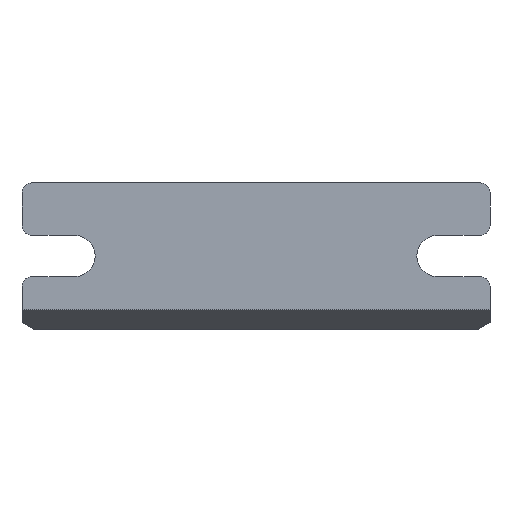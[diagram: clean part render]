
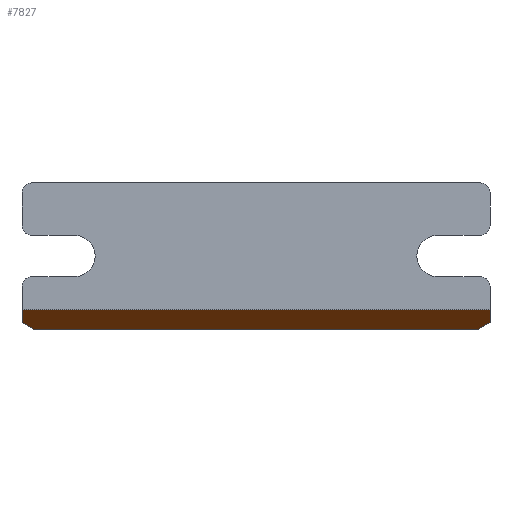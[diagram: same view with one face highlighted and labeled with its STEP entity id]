
A CAD part, front view. The second image highlights one B-rep face of the part: STEP entity #7827.
In plain terms, the highlighted planar face has unit normal (0, -0.555, -0.832).
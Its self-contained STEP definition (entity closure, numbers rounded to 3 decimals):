
#562 = EDGE_CURVE ( 'NONE', #2183, #2163, #4043, .T. ) ;
#564 = EDGE_CURVE ( 'NONE', #2164, #2168, #4050, .T. ) ;
#752 = EDGE_CURVE ( 'NONE', #2163, #2164, #5876, .T. ) ;
#759 = EDGE_CURVE ( 'NONE', #2166, #2168, #5897, .T. ) ;
#782 = EDGE_CURVE ( 'NONE', #2182, #2183, #5966, .T. ) ;
#788 = EDGE_CURVE ( 'NONE', #2182, #2166, #5984, .T. ) ;
#1608 = VECTOR ( 'NONE', #4045, 1000. ) ;
#1610 = VECTOR ( 'NONE', #4052, 1000. ) ;
#1825 = VECTOR ( 'NONE', #5878, 1000. ) ;
#1832 = VECTOR ( 'NONE', #5899, 1000. ) ;
#1857 = VECTOR ( 'NONE', #5968, 1000. ) ;
#1862 = VECTOR ( 'NONE', #5986, 1000. ) ;
#2163 = VERTEX_POINT ( 'NONE', #6661 ) ;
#2164 = VERTEX_POINT ( 'NONE', #6662 ) ;
#2166 = VERTEX_POINT ( 'NONE', #6664 ) ;
#2168 = VERTEX_POINT ( 'NONE', #6666 ) ;
#2182 = VERTEX_POINT ( 'NONE', #6680 ) ;
#2183 = VERTEX_POINT ( 'NONE', #6681 ) ;
#2524 = ORIENTED_EDGE ( 'NONE', *, *, #564, .F. ) ;
#2525 = ORIENTED_EDGE ( 'NONE', *, *, #782, .F. ) ;
#2526 = ORIENTED_EDGE ( 'NONE', *, *, #788, .T. ) ;
#2527 = ORIENTED_EDGE ( 'NONE', *, *, #759, .T. ) ;
#2528 = ORIENTED_EDGE ( 'NONE', *, *, #752, .F. ) ;
#2529 = ORIENTED_EDGE ( 'NONE', *, *, #562, .F. ) ;
#3585 = PLANE ( 'NONE',  #7018 ) ;
#3586 = CARTESIAN_POINT ( 'NONE',  ( 48., 0., -11. ) ) ;
#3587 = DIRECTION ( 'NONE',  ( 0., 0.555, 0.832 ) ) ;
#3588 = DIRECTION ( 'NONE',  ( 0., -0.832, 0.555 ) ) ;
#4043 = LINE ( 'NONE', #4044, #1608 ) ;
#4044 = CARTESIAN_POINT ( 'NONE',  ( 31.588, 17.82, -22.88 ) ) ;
#4045 = DIRECTION ( 'NONE',  ( -0.703, 0.592, -0.395 ) ) ;
#4050 = LINE ( 'NONE', #4051, #1610 ) ;
#4051 = CARTESIAN_POINT ( 'NONE',  ( -31.588, 17.82, -22.88 ) ) ;
#4052 = DIRECTION ( 'NONE',  ( -0.703, -0.592, 0.395 ) ) ;
#5419 = EDGE_LOOP ( 'NONE', ( #2525, #2526, #2527, #2524, #2528, #2529 ) ) ;
#5876 = LINE ( 'NONE', #5877, #1825 ) ;
#5877 = CARTESIAN_POINT ( 'NONE',  ( 48., 6., -15. ) ) ;
#5878 = DIRECTION ( 'NONE',  ( -1., 0., 0. ) ) ;
#5897 = LINE ( 'NONE', #5898, #1832 ) ;
#5898 = CARTESIAN_POINT ( 'NONE',  ( -48., 0., -11. ) ) ;
#5899 = DIRECTION ( 'NONE',  ( 0., 0.832, -0.555 ) ) ;
#5966 = LINE ( 'NONE', #5967, #1857 ) ;
#5967 = CARTESIAN_POINT ( 'NONE',  ( 48., 0., -11. ) ) ;
#5968 = DIRECTION ( 'NONE',  ( 0., 0.832, -0.555 ) ) ;
#5984 = LINE ( 'NONE', #5985, #1862 ) ;
#5985 = CARTESIAN_POINT ( 'NONE',  ( 48., 0., -11. ) ) ;
#5986 = DIRECTION ( 'NONE',  ( -1., 0., 0. ) ) ;
#6661 = CARTESIAN_POINT ( 'NONE',  ( 45.625, 6., -15. ) ) ;
#6662 = CARTESIAN_POINT ( 'NONE',  ( -45.625, 6., -15. ) ) ;
#6664 = CARTESIAN_POINT ( 'NONE',  ( -48., 0., -11. ) ) ;
#6666 = CARTESIAN_POINT ( 'NONE',  ( -48., 4., -13.667 ) ) ;
#6680 = CARTESIAN_POINT ( 'NONE',  ( 48., 0., -11. ) ) ;
#6681 = CARTESIAN_POINT ( 'NONE',  ( 48., 4., -13.667 ) ) ;
#7015 = FACE_OUTER_BOUND ( 'NONE', #5419, .T. ) ;
#7018 = AXIS2_PLACEMENT_3D ( 'NONE', #3586, #3587, #3588 ) ;
#7827 = ADVANCED_FACE ( 'NONE', ( #7015 ), #3585, .F. ) ;
